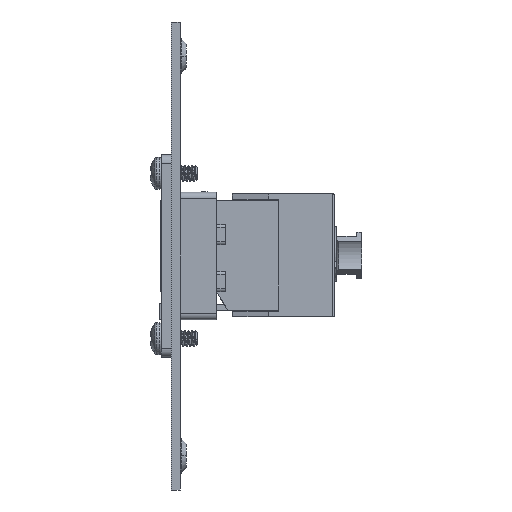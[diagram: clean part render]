
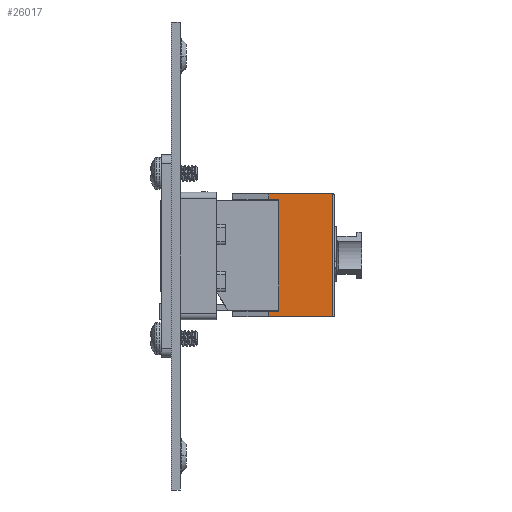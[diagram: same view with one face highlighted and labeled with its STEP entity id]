
A CAD part, left-side view. The second image highlights one B-rep face of the part: STEP entity #26017.
In plain terms, the highlighted face is planar.
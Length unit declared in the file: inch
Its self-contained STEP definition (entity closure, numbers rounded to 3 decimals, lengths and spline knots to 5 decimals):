
#1225 = CARTESIAN_POINT ( 'NONE',  ( 0.208, -0.23234, 0.425 ) ) ;
#1336 = VERTEX_POINT ( 'NONE', #2632 ) ;
#1483 = VECTOR ( 'NONE', #20044, 39.37008 ) ;
#1658 = VECTOR ( 'NONE', #20083, 39.37008 ) ;
#1899 = EDGE_CURVE ( 'NONE', #9517, #4528, #20536, .T. ) ;
#2295 = CARTESIAN_POINT ( 'NONE',  ( 0.208, 0.14066, 0.385 ) ) ;
#2632 = CARTESIAN_POINT ( 'NONE',  ( 0.208, 0.21166, 0.385 ) ) ;
#3134 = EDGE_CURVE ( 'NONE', #17157, #22326, #21133, .T. ) ;
#4312 = VECTOR ( 'NONE', #9613, 39.37008 ) ;
#4528 = VERTEX_POINT ( 'NONE', #6162 ) ;
#5799 = EDGE_CURVE ( 'NONE', #16607, #4528, #22027, .T. ) ;
#6162 = CARTESIAN_POINT ( 'NONE',  ( 0.208, 0.21166, -0.425 ) ) ;
#6670 = CARTESIAN_POINT ( 'NONE',  ( 0.208, -0.23234, 0.425 ) ) ;
#6900 = CARTESIAN_POINT ( 'NONE',  ( 0.208, -0.24234, 0.425 ) ) ;
#7951 = DIRECTION ( 'NONE',  ( 0., -1., 0. ) ) ;
#9022 = CARTESIAN_POINT ( 'NONE',  ( 0.208, 0.14066, 0.385 ) ) ;
#9517 = VERTEX_POINT ( 'NONE', #9889 ) ;
#9613 = DIRECTION ( 'NONE',  ( 0., 1., 0. ) ) ;
#9889 = CARTESIAN_POINT ( 'NONE',  ( 0.208, 0.21166, -0.385 ) ) ;
#11410 = EDGE_CURVE ( 'NONE', #17157, #16607, #22829, .T. ) ;
#11469 = DIRECTION ( 'NONE',  ( 0., 0., -1. ) ) ;
#12272 = ORIENTED_EDGE ( 'NONE', *, *, #11410, .T. ) ;
#12570 = EDGE_CURVE ( 'NONE', #19139, #21011, #14152, .T. ) ;
#12802 = ORIENTED_EDGE ( 'NONE', *, *, #24753, .F. ) ;
#14152 = LINE ( 'NONE', #2295, #14874 ) ;
#14589 = CARTESIAN_POINT ( 'NONE',  ( 0.208, 0.21166, 0.425 ) ) ;
#14874 = VECTOR ( 'NONE', #25350, 39.37008 ) ;
#15034 = VECTOR ( 'NONE', #23136, 39.37008 ) ;
#16607 = VERTEX_POINT ( 'NONE', #23702 ) ;
#17066 = CARTESIAN_POINT ( 'NONE',  ( 0.208, 0.14066, -0.385 ) ) ;
#17112 = DIRECTION ( 'NONE',  ( -1., 0., 0. ) ) ;
#17157 = VERTEX_POINT ( 'NONE', #1225 ) ;
#17856 = ORIENTED_EDGE ( 'NONE', *, *, #1899, .F. ) ;
#17943 = DIRECTION ( 'NONE',  ( 0., 1., 0. ) ) ;
#18091 = CARTESIAN_POINT ( 'NONE',  ( 0.208, 0.21166, 0.425 ) ) ;
#18509 = VECTOR ( 'NONE', #7951, 39.37008 ) ;
#18728 = ORIENTED_EDGE ( 'NONE', *, *, #26713, .F. ) ;
#18856 = VECTOR ( 'NONE', #17943, 39.37008 ) ;
#19037 = CARTESIAN_POINT ( 'NONE',  ( 0.208, -0.24234, 0.425 ) ) ;
#19138 = PLANE ( 'NONE',  #27544 ) ;
#19139 = VERTEX_POINT ( 'NONE', #9022 ) ;
#19227 = LINE ( 'NONE', #25992, #18509 ) ;
#19467 = EDGE_LOOP ( 'NONE', ( #20170, #12272, #23395, #17856, #12802, #26695, #28913, #18728 ) ) ;
#20044 = DIRECTION ( 'NONE',  ( 0., 0., -1. ) ) ;
#20083 = DIRECTION ( 'NONE',  ( 0., 0., -1. ) ) ;
#20170 = ORIENTED_EDGE ( 'NONE', *, *, #3134, .F. ) ;
#20536 = LINE ( 'NONE', #25150, #28749 ) ;
#21011 = VERTEX_POINT ( 'NONE', #17066 ) ;
#21133 = LINE ( 'NONE', #6900, #15034 ) ;
#21391 = CARTESIAN_POINT ( 'NONE',  ( 0.208, 0.45966, -0.385 ) ) ;
#22027 = LINE ( 'NONE', #24590, #18856 ) ;
#22326 = VERTEX_POINT ( 'NONE', #14589 ) ;
#22653 = LINE ( 'NONE', #18091, #1658 ) ;
#22829 = LINE ( 'NONE', #6670, #1483 ) ;
#23136 = DIRECTION ( 'NONE',  ( 0., 1., 0. ) ) ;
#23395 = ORIENTED_EDGE ( 'NONE', *, *, #5799, .T. ) ;
#23702 = CARTESIAN_POINT ( 'NONE',  ( 0.208, -0.23234, -0.425 ) ) ;
#24590 = CARTESIAN_POINT ( 'NONE',  ( 0.208, -0.24234, -0.425 ) ) ;
#24753 = EDGE_CURVE ( 'NONE', #21011, #9517, #29276, .T. ) ;
#25150 = CARTESIAN_POINT ( 'NONE',  ( 0.208, 0.21166, 0.425 ) ) ;
#25350 = DIRECTION ( 'NONE',  ( 0., 0., -1. ) ) ;
#25992 = CARTESIAN_POINT ( 'NONE',  ( 0.208, 0.45966, 0.385 ) ) ;
#26017 = ADVANCED_FACE ( 'NONE', ( #28151 ), #19138, .F. ) ;
#26073 = EDGE_CURVE ( 'NONE', #1336, #19139, #19227, .T. ) ;
#26695 = ORIENTED_EDGE ( 'NONE', *, *, #12570, .F. ) ;
#26713 = EDGE_CURVE ( 'NONE', #22326, #1336, #22653, .T. ) ;
#27544 = AXIS2_PLACEMENT_3D ( 'NONE', #19037, #17112, #28313 ) ;
#28151 = FACE_OUTER_BOUND ( 'NONE', #19467, .T. ) ;
#28313 = DIRECTION ( 'NONE',  ( 0., 0., 1. ) ) ;
#28749 = VECTOR ( 'NONE', #11469, 39.37008 ) ;
#28913 = ORIENTED_EDGE ( 'NONE', *, *, #26073, .F. ) ;
#29276 = LINE ( 'NONE', #21391, #4312 ) ;
